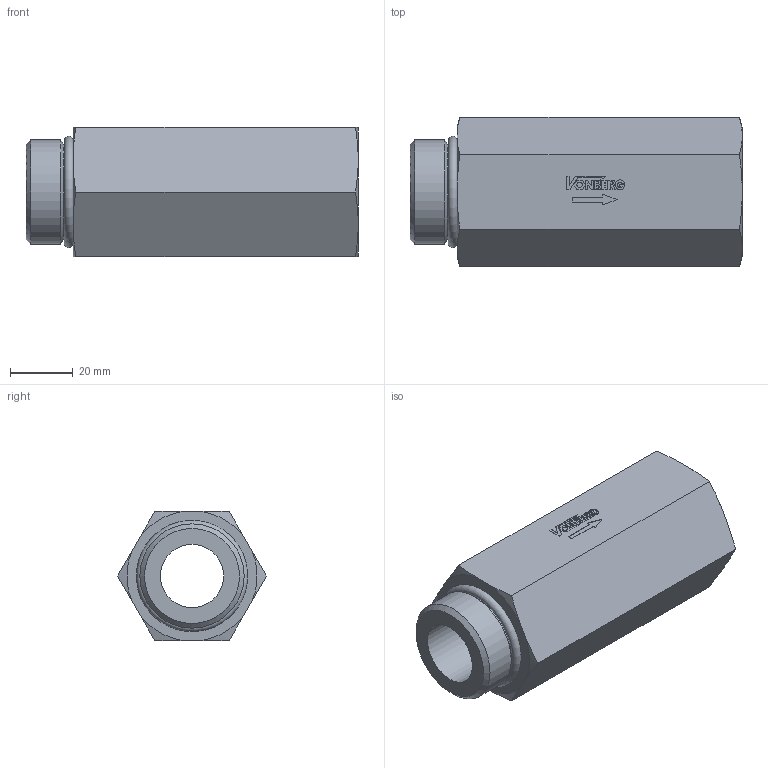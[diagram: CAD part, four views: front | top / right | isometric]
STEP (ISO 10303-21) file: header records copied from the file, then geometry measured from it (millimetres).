
FILE_DESCRIPTION((''),'2;1');
FILE_NAME('15312-816.stp','2015-01-05T11:23:19',('jml'),(''),'Autodesk Inventor 2010','Autodesk Inventor 2010','');
FILE_SCHEMA(('AUTOMOTIVE_DESIGN { 1 0 10303 214 1 1 1 1 }'));
Length unit declared in the file: inch
Products named in the file (3): 15312-816; 221118; 916 O-RING
Assembly tree (2 placements, depth 2):
  15312-816
    221118
    916 O-RING
Bounding box: 106.17 x 47.66 x 41.27 mm (x, y, z)
Volume: 101849.4 mm3; surface area: 25205.6 mm2
Topology: 2 solids, 2 shells, 131 faces, 336 edges, 222 vertices
Faces by surface type: plane 93, cylinder 19, cone 17, torus 2
Full cylindrical faces by diameter (mm): 1.74 x1, 20.244 x1, 30.404 x1, 31.039 x1, 33.325 x1
Entity records: 4054 total; most frequent: CARTESIAN_POINT 727, ORIENTED_EDGE 646, DIRECTION 628, EDGE_CURVE 323, VECTOR 242, LINE 242, VERTEX_POINT 220, AXIS2_PLACEMENT_3D 193
